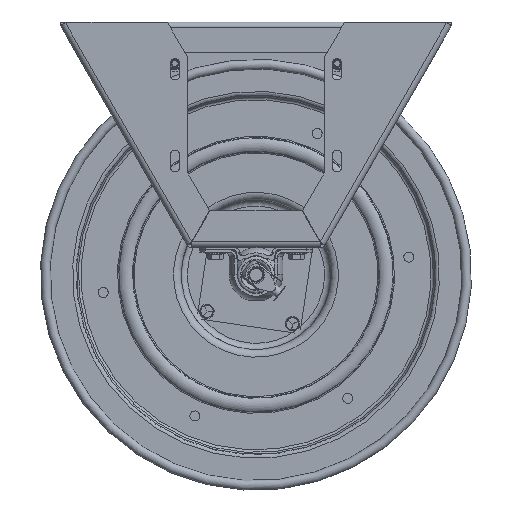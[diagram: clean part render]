
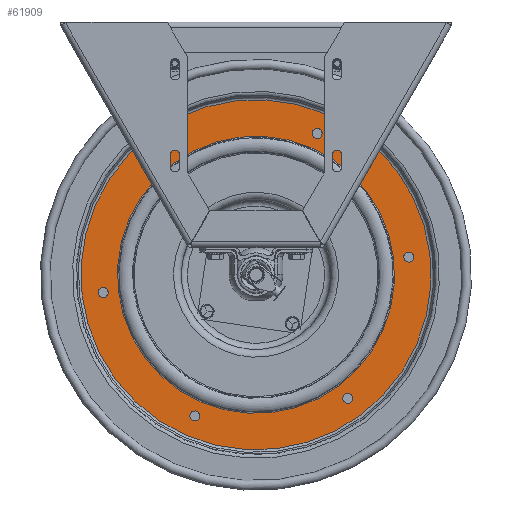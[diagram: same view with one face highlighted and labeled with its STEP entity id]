
A CAD part, front view. The second image highlights one B-rep face of the part: STEP entity #61909.
In plain terms, the highlighted planar face has unit normal (0, -1, 0).
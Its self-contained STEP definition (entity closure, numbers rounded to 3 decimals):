
#1586=FACE_BOUND('',#6856,.T.);
#1587=FACE_BOUND('',#6857,.T.);
#1588=FACE_BOUND('',#6858,.T.);
#1589=FACE_BOUND('',#6859,.T.);
#1590=FACE_BOUND('',#6860,.T.);
#1591=FACE_BOUND('',#6861,.T.);
#1592=FACE_BOUND('',#6862,.T.);
#2121=PLANE('',#65577);
#3725=FACE_OUTER_BOUND('',#6855,.T.);
#6855=EDGE_LOOP('',(#45359,#45360));
#6856=EDGE_LOOP('',(#45361,#45362));
#6857=EDGE_LOOP('',(#45363));
#6858=EDGE_LOOP('',(#45364));
#6859=EDGE_LOOP('',(#45365));
#6860=EDGE_LOOP('',(#45366));
#6861=EDGE_LOOP('',(#45367));
#6862=EDGE_LOOP('',(#45368));
#20334=CIRCLE('',#65574,5.667);
#20336=CIRCLE('',#65576,5.667);
#20337=CIRCLE('',#65578,7.159);
#20338=CIRCLE('',#65579,7.159);
#20339=CIRCLE('',#65580,0.205);
#20340=CIRCLE('',#65581,0.205);
#20341=CIRCLE('',#65582,0.205);
#20342=CIRCLE('',#65583,0.205);
#20343=CIRCLE('',#65584,0.205);
#20344=CIRCLE('',#65585,0.205);
#25365=VERTEX_POINT('',#104469);
#25366=VERTEX_POINT('',#104470);
#25367=VERTEX_POINT('',#104475);
#25368=VERTEX_POINT('',#104476);
#25369=VERTEX_POINT('',#104479);
#25370=VERTEX_POINT('',#104481);
#25371=VERTEX_POINT('',#104483);
#25372=VERTEX_POINT('',#104485);
#25373=VERTEX_POINT('',#104487);
#25374=VERTEX_POINT('',#104489);
#33399=EDGE_CURVE('',#25365,#25366,#20334,.T.);
#33401=EDGE_CURVE('',#25366,#25365,#20336,.T.);
#33402=EDGE_CURVE('',#25367,#25368,#20337,.T.);
#33403=EDGE_CURVE('',#25368,#25367,#20338,.T.);
#33404=EDGE_CURVE('',#25369,#25369,#20339,.T.);
#33405=EDGE_CURVE('',#25370,#25370,#20340,.T.);
#33406=EDGE_CURVE('',#25371,#25371,#20341,.T.);
#33407=EDGE_CURVE('',#25372,#25372,#20342,.T.);
#33408=EDGE_CURVE('',#25373,#25373,#20343,.T.);
#33409=EDGE_CURVE('',#25374,#25374,#20344,.T.);
#45359=ORIENTED_EDGE('',*,*,#33402,.T.);
#45360=ORIENTED_EDGE('',*,*,#33403,.T.);
#45361=ORIENTED_EDGE('',*,*,#33399,.F.);
#45362=ORIENTED_EDGE('',*,*,#33401,.F.);
#45363=ORIENTED_EDGE('',*,*,#33404,.T.);
#45364=ORIENTED_EDGE('',*,*,#33405,.T.);
#45365=ORIENTED_EDGE('',*,*,#33406,.T.);
#45366=ORIENTED_EDGE('',*,*,#33407,.T.);
#45367=ORIENTED_EDGE('',*,*,#33408,.T.);
#45368=ORIENTED_EDGE('',*,*,#33409,.T.);
#61909=ADVANCED_FACE('',(#3725,#1586,#1587,#1588,#1589,#1590,#1591,#1592),
#2121,.T.);
#65574=AXIS2_PLACEMENT_3D('',#104471,#74196,#74197);
#65576=AXIS2_PLACEMENT_3D('',#104473,#74200,#74201);
#65577=AXIS2_PLACEMENT_3D('',#104474,#74202,#74203);
#65578=AXIS2_PLACEMENT_3D('',#104477,#74204,#74205);
#65579=AXIS2_PLACEMENT_3D('',#104478,#74206,#74207);
#65580=AXIS2_PLACEMENT_3D('',#104480,#74208,#74209);
#65581=AXIS2_PLACEMENT_3D('',#104482,#74210,#74211);
#65582=AXIS2_PLACEMENT_3D('',#104484,#74212,#74213);
#65583=AXIS2_PLACEMENT_3D('',#104486,#74214,#74215);
#65584=AXIS2_PLACEMENT_3D('',#104488,#74216,#74217);
#65585=AXIS2_PLACEMENT_3D('',#104490,#74218,#74219);
#74196=DIRECTION('center_axis',(0.,-1.,0.));
#74197=DIRECTION('ref_axis',(0.803,0.,0.597));
#74200=DIRECTION('center_axis',(0.,-1.,0.));
#74201=DIRECTION('ref_axis',(0.803,0.,0.597));
#74202=DIRECTION('center_axis',(0.,-1.,0.));
#74203=DIRECTION('ref_axis',(0.597,0.,-0.803));
#74204=DIRECTION('center_axis',(0.,-1.,0.));
#74205=DIRECTION('ref_axis',(0.803,0.,0.597));
#74206=DIRECTION('center_axis',(0.,-1.,0.));
#74207=DIRECTION('ref_axis',(0.803,0.,0.597));
#74208=DIRECTION('center_axis',(0.,1.,0.));
#74209=DIRECTION('ref_axis',(-0.803,0.,-0.597));
#74210=DIRECTION('center_axis',(0.,1.,0.));
#74211=DIRECTION('ref_axis',(-0.918,0.,0.397));
#74212=DIRECTION('center_axis',(0.,1.,0.));
#74213=DIRECTION('ref_axis',(-0.115,0.,0.993));
#74214=DIRECTION('center_axis',(0.,1.,0.));
#74215=DIRECTION('ref_axis',(0.803,0.,0.597));
#74216=DIRECTION('center_axis',(0.,1.,0.));
#74217=DIRECTION('ref_axis',(0.918,0.,-0.397));
#74218=DIRECTION('center_axis',(0.,1.,0.));
#74219=DIRECTION('ref_axis',(0.115,0.,-0.993));
#104469=CARTESIAN_POINT('',(4.548,-4.153,3.371));
#104470=CARTESIAN_POINT('',(-3.381,-4.153,4.538));
#104471=CARTESIAN_POINT('Origin',(0.,-4.153,
-0.01));
#104473=CARTESIAN_POINT('Origin',(0.,-4.153,
-0.01));
#104474=CARTESIAN_POINT('Origin',(5.147,-4.153,3.816));
#104475=CARTESIAN_POINT('',(5.746,-4.153,4.261));
#104476=CARTESIAN_POINT('',(-4.271,-4.153,5.736));
#104477=CARTESIAN_POINT('Origin',(0.,-4.153,
-0.01));
#104478=CARTESIAN_POINT('Origin',(0.,-4.153,
-0.01));
#104479=CARTESIAN_POINT('',(-3.588,-4.153,5.161));
#104480=CARTESIAN_POINT('Origin',(-3.752,-4.153,5.038));
#104481=CARTESIAN_POINT('',(2.684,-4.153,5.682));
#104482=CARTESIAN_POINT('Origin',(2.496,-4.153,5.764));
#104483=CARTESIAN_POINT('',(6.272,-4.153,0.512));
#104484=CARTESIAN_POINT('Origin',(6.248,-4.153,0.715));
#104485=CARTESIAN_POINT('',(3.588,-4.153,-5.181));
#104486=CARTESIAN_POINT('Origin',(3.752,-4.153,-5.058));
#104487=CARTESIAN_POINT('',(-2.684,-4.153,-5.702));
#104488=CARTESIAN_POINT('Origin',(-2.496,-4.153,-5.784));
#104489=CARTESIAN_POINT('',(-6.272,-4.153,-0.532));
#104490=CARTESIAN_POINT('Origin',(-6.248,-4.153,-0.735));
